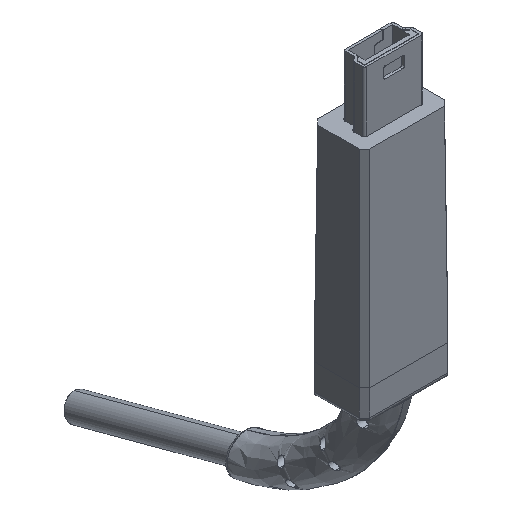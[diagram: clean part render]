
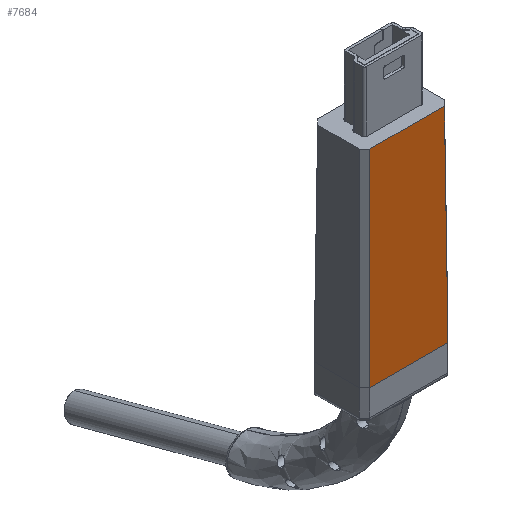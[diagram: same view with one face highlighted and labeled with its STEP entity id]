
A CAD part, isometric view. The second image highlights one B-rep face of the part: STEP entity #7684.
In plain terms, the highlighted planar face has unit normal (0, -1, 0.009).
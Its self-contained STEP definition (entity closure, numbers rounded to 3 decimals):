
#325=PLANE('',#15342);
#1122=B_SPLINE_CURVE_WITH_KNOTS('',3,(#25682,#25683,#25684,#25685),
 .UNSPECIFIED.,.F.,.F.,(4,4),(0.,1.),.UNSPECIFIED.);
#1123=B_SPLINE_CURVE_WITH_KNOTS('',3,(#25689,#25690,#25691,#25692),
 .UNSPECIFIED.,.F.,.F.,(4,4),(0.,1.),.UNSPECIFIED.);
#2360=LINE('',#25679,#3694);
#2361=LINE('',#25687,#3695);
#3694=VECTOR('',#17528,1.);
#3695=VECTOR('',#17529,1.);
#7684=ADVANCED_FACE('',(#8072),#325,.T.);
#8072=FACE_OUTER_BOUND('',#8485,.T.);
#8485=EDGE_LOOP('',(#10420,#10421,#10422,#10423));
#10420=ORIENTED_EDGE('',*,*,#14616,.T.);
#10421=ORIENTED_EDGE('',*,*,#14617,.T.);
#10422=ORIENTED_EDGE('',*,*,#14618,.T.);
#10423=ORIENTED_EDGE('',*,*,#14619,.T.);
#12518=VERTEX_POINT('',#25680);
#12519=VERTEX_POINT('',#25681);
#12520=VERTEX_POINT('',#25686);
#12521=VERTEX_POINT('',#25688);
#14616=EDGE_CURVE('',#12518,#12519,#2360,.T.);
#14617=EDGE_CURVE('',#12519,#12520,#1122,.T.);
#14618=EDGE_CURVE('',#12520,#12521,#2361,.T.);
#14619=EDGE_CURVE('',#12521,#12518,#1123,.T.);
#15342=AXIS2_PLACEMENT_3D('',#25693,#17530,#17531);
#17528=DIRECTION('',(1.,0.,0.));
#17529=DIRECTION('',(-1.,0.,0.));
#17530=DIRECTION('',(0.,-1.,0.009));
#17531=DIRECTION('',(0.,-0.009,-1.));
#25679=CARTESIAN_POINT('',(-2.91,5.949,-13.84));
#25680=CARTESIAN_POINT('',(-7.41,5.949,-13.84));
#25681=CARTESIAN_POINT('',(1.59,5.949,-13.84));
#25682=CARTESIAN_POINT('',(1.59,5.949,-13.84));
#25683=CARTESIAN_POINT('',(1.521,6.018,-5.974));
#25684=CARTESIAN_POINT('',(1.453,6.086,1.893));
#25685=CARTESIAN_POINT('',(1.384,6.155,9.76));
#25686=CARTESIAN_POINT('',(1.384,6.155,9.76));
#25687=CARTESIAN_POINT('',(-2.91,6.155,9.76));
#25688=CARTESIAN_POINT('',(-7.204,6.155,9.76));
#25689=CARTESIAN_POINT('',(-7.204,6.155,9.76));
#25690=CARTESIAN_POINT('',(-7.273,6.086,1.893));
#25691=CARTESIAN_POINT('',(-7.341,6.018,-5.974));
#25692=CARTESIAN_POINT('',(-7.41,5.949,-13.84));
#25693=CARTESIAN_POINT('',(-7.464,6.155,9.76));
